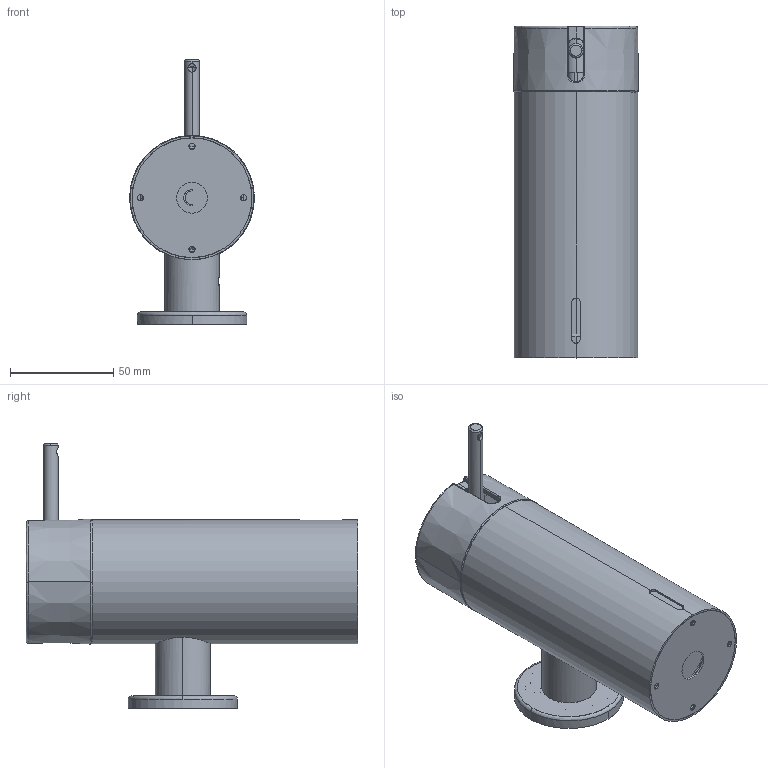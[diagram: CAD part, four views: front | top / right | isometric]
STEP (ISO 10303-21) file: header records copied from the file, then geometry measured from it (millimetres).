
FILE_DESCRIPTION (( 'STEP AP203' ), '1' );
FILE_NAME ('ASM34.stp', '2021-05-14T05:22:16', ( '' ), ( '' ), 'SwSTEP 2.0', 'SolidWorks 2021', '' );
FILE_SCHEMA (( 'CONFIG_CONTROL_DESIGN' ));
Length unit declared in the file: millimetre
Products named in the file (23): PQ36651_AF0; PQ36650; PQ35020; PL630009; PQ36650_2; ASM34; ASM0001_ASM; SGTQ301AB; Q3P_ASM; PQ36660; 20669_2; 20669; PQ36640; S16Q316PT; PQ36661; PQ36663_2; PQ36620_ASM; PQ35000; PQ36610_ASM; PLSDJ0507; PQ36663; GUAN; SGZQ301AB
Assembly tree (22 placements, depth 3):
  ASM34
    PQ36620_ASM
      PQ36660
      PQ36661
    SGTQ301AB
    ASM0001_ASM
      20669_2
      20669
      GUAN
      S16Q316PT
      PL630009
    PQ36610_ASM
      PQ36650
      PQ36650_2
      PQ36651_AF0
    SGZQ301AB
    PQ36640
    PQ36663_2
    PQ36663
    Q3P_ASM
      PQ35020
      PQ35000
      PLSDJ0507
Bounding box: 60.49 x 161 x 128.42 mm (x, y, z)
Volume: 126895.3 mm3; surface area: 165026.1 mm2
Topology: 15 solids, 18 shells, 1419 faces, 3828 edges, 2423 vertices
Faces by surface type: cylinder 462, bspline 393, plane 341, cone 215, torus 8
Entity records: 68871 total; most frequent: CARTESIAN_POINT 33796, ORIENTED_EDGE 7560, DIRECTION 6095, EDGE_CURVE 3787, AXIS2_PLACEMENT_3D 2452, VERTEX_POINT 2423, EDGE_LOOP 1486, FACE_OUTER_BOUND 1419
